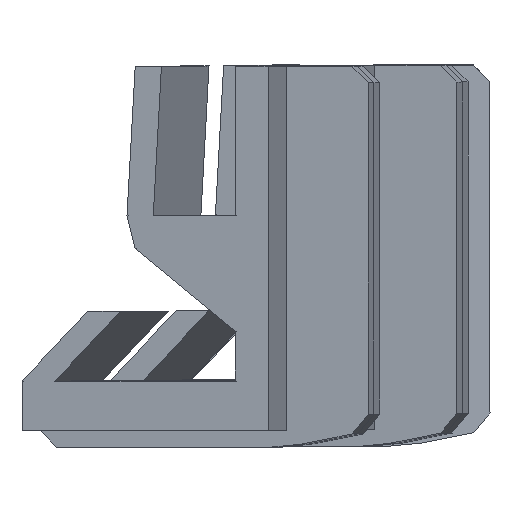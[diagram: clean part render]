
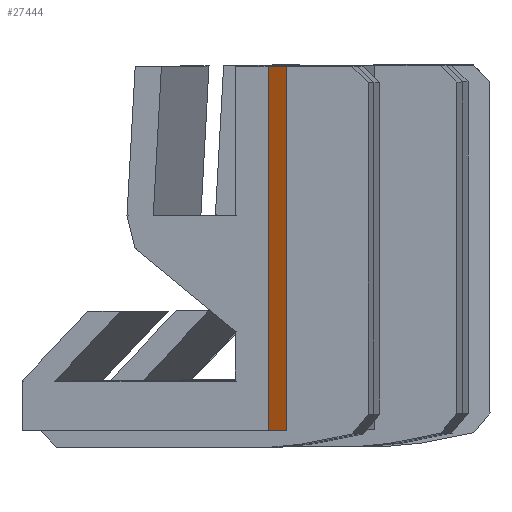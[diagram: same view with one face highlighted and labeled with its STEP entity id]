
A CAD part, left-side view. The second image highlights one B-rep face of the part: STEP entity #27444.
In plain terms, the highlighted face is planar.
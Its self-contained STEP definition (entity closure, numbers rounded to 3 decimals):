
#27444 = ADVANCED_FACE('',(#27445),#27459,.F.);
#27445 = FACE_BOUND('',#27446,.F.);
#27446 = EDGE_LOOP('',(#27447,#27482,#27510,#27538));
#27447 = ORIENTED_EDGE('',*,*,#27448,.F.);
#27448 = EDGE_CURVE('',#27449,#27451,#27453,.T.);
#27449 = VERTEX_POINT('',#27450);
#27450 = CARTESIAN_POINT('',(-10.5,0.,0.));
#27451 = VERTEX_POINT('',#27452);
#27452 = CARTESIAN_POINT('',(-2.5,0.,0.));
#27453 = SURFACE_CURVE('',#27454,(#27458,#27470),.PCURVE_S1.);
#27454 = LINE('',#27455,#27456);
#27455 = CARTESIAN_POINT('',(-10.5,0.,0.));
#27456 = VECTOR('',#27457,1.);
#27457 = DIRECTION('',(1.,0.,0.));
#27458 = PCURVE('',#27459,#27464);
#27459 = PLANE('',#27460);
#27460 = AXIS2_PLACEMENT_3D('',#27461,#27462,#27463);
#27461 = CARTESIAN_POINT('',(0.,0.,0.));
#27462 = DIRECTION('',(0.,1.,-0.));
#27463 = DIRECTION('',(0.,0.,1.));
#27464 = DEFINITIONAL_REPRESENTATION('',(#27465),#27469);
#27465 = LINE('',#27466,#27467);
#27466 = CARTESIAN_POINT('',(0.,-10.5));
#27467 = VECTOR('',#27468,1.);
#27468 = DIRECTION('',(0.,1.));
#27469 = ( GEOMETRIC_REPRESENTATION_CONTEXT(2) 
PARAMETRIC_REPRESENTATION_CONTEXT() REPRESENTATION_CONTEXT('2D SPACE',''
  ) );
#27470 = PCURVE('',#27471,#27476);
#27471 = PLANE('',#27472);
#27472 = AXIS2_PLACEMENT_3D('',#27473,#27474,#27475);
#27473 = CARTESIAN_POINT('',(0.,15.,0.));
#27474 = DIRECTION('',(0.,0.,1.));
#27475 = DIRECTION('',(0.,-1.,0.));
#27476 = DEFINITIONAL_REPRESENTATION('',(#27477),#27481);
#27477 = LINE('',#27478,#27479);
#27478 = CARTESIAN_POINT('',(15.,-10.5));
#27479 = VECTOR('',#27480,1.);
#27480 = DIRECTION('',(0.,1.));
#27481 = ( GEOMETRIC_REPRESENTATION_CONTEXT(2) 
PARAMETRIC_REPRESENTATION_CONTEXT() REPRESENTATION_CONTEXT('2D SPACE',''
  ) );
#27482 = ORIENTED_EDGE('',*,*,#27483,.T.);
#27483 = EDGE_CURVE('',#27449,#27484,#27486,.T.);
#27484 = VERTEX_POINT('',#27485);
#27485 = CARTESIAN_POINT('',(-10.5,0.,22.));
#27486 = SURFACE_CURVE('',#27487,(#27491,#27498),.PCURVE_S1.);
#27487 = LINE('',#27488,#27489);
#27488 = CARTESIAN_POINT('',(-10.5,0.,0.));
#27489 = VECTOR('',#27490,1.);
#27490 = DIRECTION('',(0.,0.,1.));
#27491 = PCURVE('',#27459,#27492);
#27492 = DEFINITIONAL_REPRESENTATION('',(#27493),#27497);
#27493 = LINE('',#27494,#27495);
#27494 = CARTESIAN_POINT('',(0.,-10.5));
#27495 = VECTOR('',#27496,1.);
#27496 = DIRECTION('',(1.,0.));
#27497 = ( GEOMETRIC_REPRESENTATION_CONTEXT(2) 
PARAMETRIC_REPRESENTATION_CONTEXT() REPRESENTATION_CONTEXT('2D SPACE',''
  ) );
#27498 = PCURVE('',#27499,#27504);
#27499 = PLANE('',#27500);
#27500 = AXIS2_PLACEMENT_3D('',#27501,#27502,#27503);
#27501 = CARTESIAN_POINT('',(-10.5,5.766,9.503));
#27502 = DIRECTION('',(-1.,0.,0.));
#27503 = DIRECTION('',(0.,0.,1.));
#27504 = DEFINITIONAL_REPRESENTATION('',(#27505),#27509);
#27505 = LINE('',#27506,#27507);
#27506 = CARTESIAN_POINT('',(-9.503,-5.766));
#27507 = VECTOR('',#27508,1.);
#27508 = DIRECTION('',(1.,0.));
#27509 = ( GEOMETRIC_REPRESENTATION_CONTEXT(2) 
PARAMETRIC_REPRESENTATION_CONTEXT() REPRESENTATION_CONTEXT('2D SPACE',''
  ) );
#27510 = ORIENTED_EDGE('',*,*,#27511,.F.);
#27511 = EDGE_CURVE('',#27512,#27484,#27514,.T.);
#27512 = VERTEX_POINT('',#27513);
#27513 = CARTESIAN_POINT('',(-2.5,0.,22.));
#27514 = SURFACE_CURVE('',#27515,(#27519,#27526),.PCURVE_S1.);
#27515 = LINE('',#27516,#27517);
#27516 = CARTESIAN_POINT('',(10.5,0.,22.));
#27517 = VECTOR('',#27518,1.);
#27518 = DIRECTION('',(-1.,0.,0.));
#27519 = PCURVE('',#27459,#27520);
#27520 = DEFINITIONAL_REPRESENTATION('',(#27521),#27525);
#27521 = LINE('',#27522,#27523);
#27522 = CARTESIAN_POINT('',(22.,10.5));
#27523 = VECTOR('',#27524,1.);
#27524 = DIRECTION('',(0.,-1.));
#27525 = ( GEOMETRIC_REPRESENTATION_CONTEXT(2) 
PARAMETRIC_REPRESENTATION_CONTEXT() REPRESENTATION_CONTEXT('2D SPACE',''
  ) );
#27526 = PCURVE('',#27527,#27532);
#27527 = PLANE('',#27528);
#27528 = AXIS2_PLACEMENT_3D('',#27529,#27530,#27531);
#27529 = CARTESIAN_POINT('',(0.,0.,22.));
#27530 = DIRECTION('',(0.,0.,-1.));
#27531 = DIRECTION('',(0.,1.,0.));
#27532 = DEFINITIONAL_REPRESENTATION('',(#27533),#27537);
#27533 = LINE('',#27534,#27535);
#27534 = CARTESIAN_POINT('',(0.,10.5));
#27535 = VECTOR('',#27536,1.);
#27536 = DIRECTION('',(0.,-1.));
#27537 = ( GEOMETRIC_REPRESENTATION_CONTEXT(2) 
PARAMETRIC_REPRESENTATION_CONTEXT() REPRESENTATION_CONTEXT('2D SPACE',''
  ) );
#27538 = ORIENTED_EDGE('',*,*,#27539,.F.);
#27539 = EDGE_CURVE('',#27451,#27512,#27540,.T.);
#27540 = SURFACE_CURVE('',#27541,(#27545,#27552),.PCURVE_S1.);
#27541 = LINE('',#27542,#27543);
#27542 = CARTESIAN_POINT('',(-2.5,0.,0.));
#27543 = VECTOR('',#27544,1.);
#27544 = DIRECTION('',(0.,0.,1.));
#27545 = PCURVE('',#27459,#27546);
#27546 = DEFINITIONAL_REPRESENTATION('',(#27547),#27551);
#27547 = LINE('',#27548,#27549);
#27548 = CARTESIAN_POINT('',(0.,-2.5));
#27549 = VECTOR('',#27550,1.);
#27550 = DIRECTION('',(1.,0.));
#27551 = ( GEOMETRIC_REPRESENTATION_CONTEXT(2) 
PARAMETRIC_REPRESENTATION_CONTEXT() REPRESENTATION_CONTEXT('2D SPACE',''
  ) );
#27552 = PCURVE('',#27553,#27558);
#27553 = PLANE('',#27554);
#27554 = AXIS2_PLACEMENT_3D('',#27555,#27556,#27557);
#27555 = CARTESIAN_POINT('',(-2.5,1.231,6.768));
#27556 = DIRECTION('',(1.,-0.,0.));
#27557 = DIRECTION('',(0.,0.,-1.));
#27558 = DEFINITIONAL_REPRESENTATION('',(#27559),#27563);
#27559 = LINE('',#27560,#27561);
#27560 = CARTESIAN_POINT('',(6.768,-1.231));
#27561 = VECTOR('',#27562,1.);
#27562 = DIRECTION('',(-1.,0.));
#27563 = ( GEOMETRIC_REPRESENTATION_CONTEXT(2) 
PARAMETRIC_REPRESENTATION_CONTEXT() REPRESENTATION_CONTEXT('2D SPACE',''
  ) );
